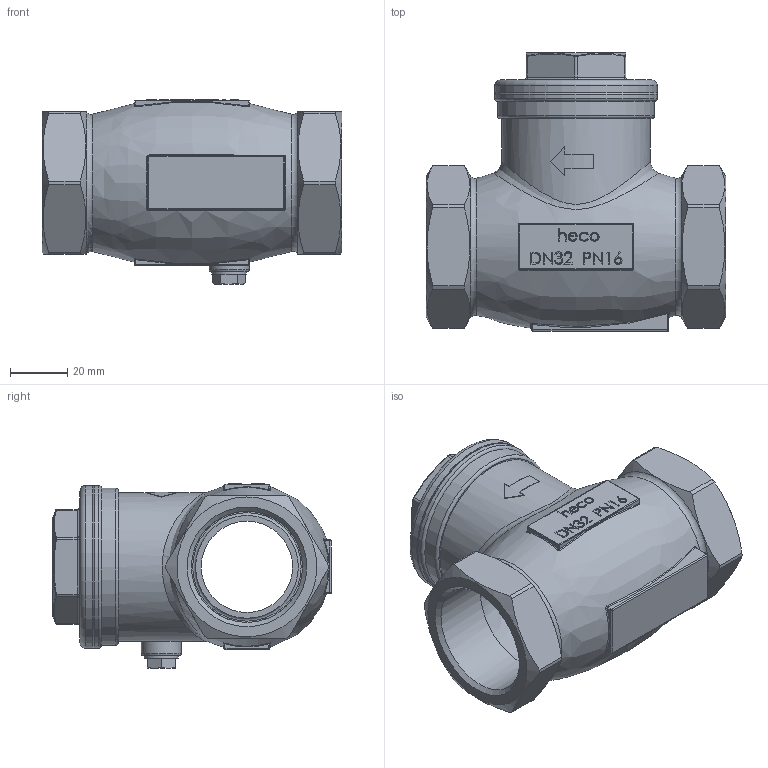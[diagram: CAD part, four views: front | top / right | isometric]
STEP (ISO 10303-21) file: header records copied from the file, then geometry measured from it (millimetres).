
FILE_DESCRIPTION (( 'STEP AP214' ), '1' );
FILE_NAME ('RÜ-114-000-4 Rückschlagklappe heco step214.STEP', '2011-08-05T09:22:04', ( 'test' ), ( '' ), 'SwSTEP 2.0', 'SolidWorks 2011', '' );
FILE_SCHEMA (( 'AUTOMOTIVE_DESIGN' ));
Length unit declared in the file: millimetre
Products named in the file (1): RÜ-114-000-4 Rückschlagklappe heco step214
Bounding box: 105 x 97.5 x 64.6 mm (x, y, z)
Volume: 126162 mm3; surface area: 49211.8 mm2
Topology: 1 solids, 1 shells, 552 faces, 1393 edges, 885 vertices
Faces by surface type: plane 246, bspline 198, cylinder 60, torus 22, cone 14, sphere 12
Full cylindrical faces by diameter (mm): 12 x1, 14 x1, 32 x1, 36 x1, 38.95 x2, 45 x1, 52 x1, 55 x1, 57 x2
Entity records: 33927 total; most frequent: CARTESIAN_POINT 16233, ORIENTED_EDGE 2660, DIRECTION 1793, EDGE_CURVE 1330, VERTEX_POINT 868, VECTOR 715, LINE 715, EDGE_LOOP 642
